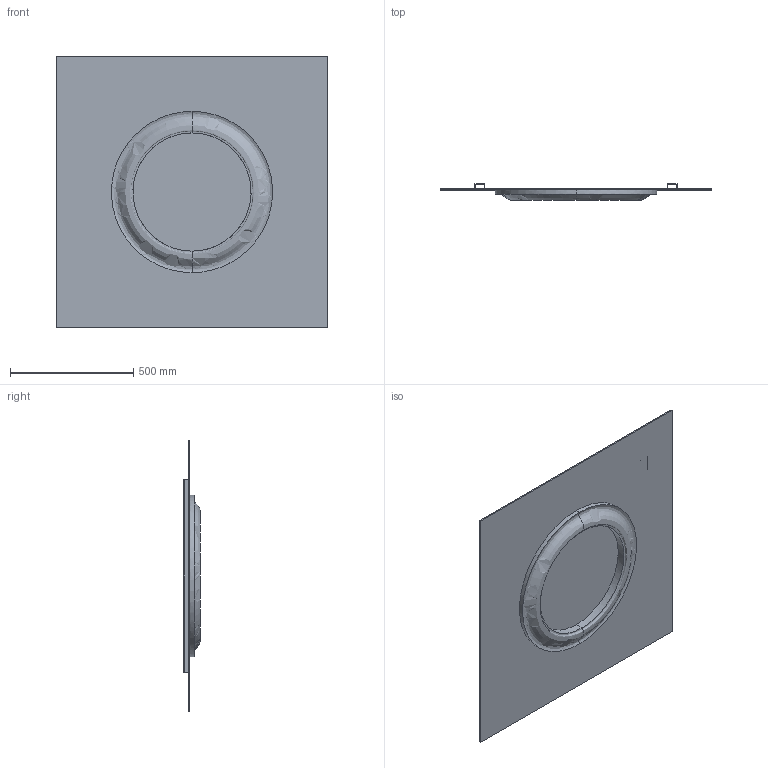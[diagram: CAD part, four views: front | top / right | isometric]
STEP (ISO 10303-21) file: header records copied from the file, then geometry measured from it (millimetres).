
FILE_DESCRIPTION(/* description */ (''),/* implementation_level */ '2;1');
FILE_NAME(/* name */ 'RITRAT~1',/* time_stamp */ '2021-02-25T11:07:31+01:00',/* author */ (''),/* organization */ (''),/* preprocessor_version */ 'ST-DEVELOPER v16.5',/* originating_system */ '',/* authorisation */ '');
FILE_SCHEMA (('AUTOMOTIVE_DESIGN'));
Length unit declared in the file: millimetre
Products named in the file (1): Document
Bounding box: 1100 x 66.51 x 1100 mm (x, y, z)
Volume: 10782872.6 mm3; surface area: 3215172.5 mm2
Topology: 4 solids, 4 shells, 42 faces, 103 edges, 68 vertices
Faces by surface type: plane 26, bspline 16
Entity records: 3335 total; most frequent: CARTESIAN_POINT 2577, ORIENTED_EDGE 200, EDGE_CURVE 100, B_SPLINE_CURVE_WITH_KNOTS 78, VERTEX_POINT 64, EDGE_LOOP 50, ADVANCED_FACE 42, FACE_OUTER_BOUND 42
